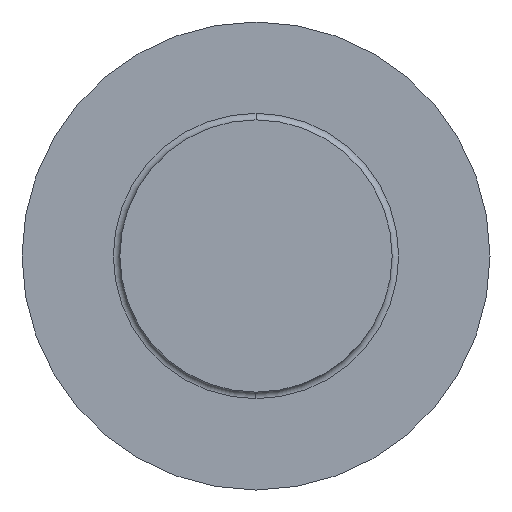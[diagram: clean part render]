
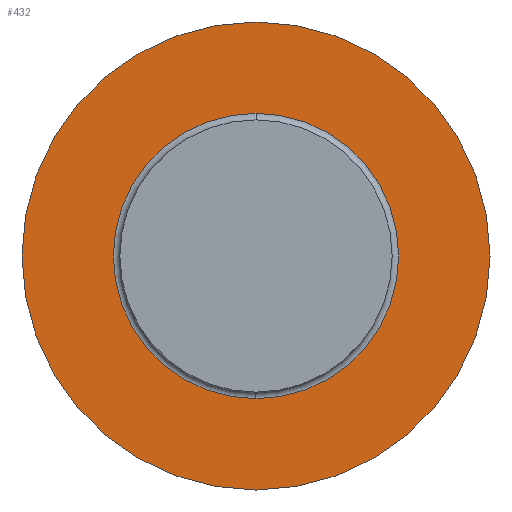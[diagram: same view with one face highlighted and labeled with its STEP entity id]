
A CAD part, front view. The second image highlights one B-rep face of the part: STEP entity #432.
In plain terms, the highlighted planar face has unit normal (0, -1, 0).
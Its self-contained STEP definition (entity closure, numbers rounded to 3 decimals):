
#359=CARTESIAN_POINT('POINT25',(0.,-0.126,
   -0.065));
#360=VERTEX_POINT('VERTEX25',#359);
#370=CARTESIAN_POINT('POINT26',(0.,-0.126,
   0.065));
#371=VERTEX_POINT('VERTEX26',#370);
#379=CARTESIAN_POINT('POS38',(0.,-0.126,0.));
#380=DIRECTION('DIR69',(0.,-1.,0.));
#381=DIRECTION('DIR70',(-1.,0.,0.));
#382=AXIS2_PLACEMENT_3D('AXIS32',#379,#380,#381);
#383=CIRCLE('ELLIPSE24',#382,0.065);
#384=EDGE_CURVE('EDGE37',#371,#360,#383,.T.);
#395=CARTESIAN_POINT('POINT27',(0.065,-0.126,
   0.));
#396=VERTEX_POINT('VERTEX27',#395);
#397=EDGE_CURVE('EDGE38',#360,#396,#383,.T.);
#399=EDGE_CURVE('EDGE39',#396,#371,#383,.T.);
#407=CARTESIAN_POINT('POINT28',(-0.107,-0.126,0.));
#408=VERTEX_POINT('VERTEX28',#407);
#409=CARTESIAN_POINT('POINT29',(0.107,-0.126,
   0.));
#410=VERTEX_POINT('VERTEX29',#409);
#411=CARTESIAN_POINT('POS40',(0.,-0.126,0.));
#412=DIRECTION('DIR73',(0.,1.,0.));
#413=DIRECTION('DIR74',(-1.,0.,0.));
#414=AXIS2_PLACEMENT_3D('AXIS34',#411,#412,#413);
#415=CIRCLE('ELLIPSE25',#414,0.107);
#416=EDGE_CURVE('EDGE40',#408,#410,#415,.T.);
#417=ORIENTED_EDGE('COEDGE76',*,*,#416,.F.);
#418=EDGE_CURVE('EDGE41',#410,#408,#415,.T.);
#419=ORIENTED_EDGE('COEDGE77',*,*,#418,.F.);
#420=EDGE_LOOP('NONE',(#417,#419));
#421=FACE_BOUND('LOOP1',#420,.T.);
#422=ORIENTED_EDGE('COEDGE78',*,*,#399,.F.);
#423=ORIENTED_EDGE('COEDGE79',*,*,#397,.F.);
#424=ORIENTED_EDGE('COEDGE80',*,*,#384,.F.);
#425=EDGE_LOOP('NONE',(#422,#423,#424));
#426=FACE_BOUND('LOOP1',#425,.T.);
#427=CARTESIAN_POINT('POS41',(0.,-0.126,0.));
#428=DIRECTION('DIR75',(0.,-1.,0.));
#429=DIRECTION('DIR76',(1.,0.,0.));
#430=AXIS2_PLACEMENT_3D('AXIS35',#427,#428,#429);
#431=PLANE('PLANE4',#430);
#432=ADVANCED_FACE('FACE16',(#421,#426),#431,.T.);
